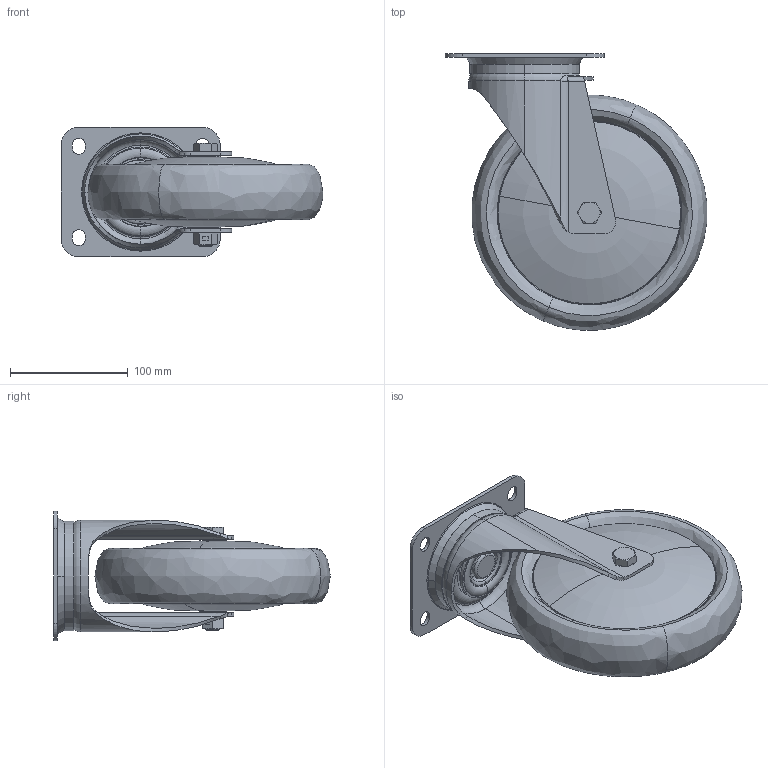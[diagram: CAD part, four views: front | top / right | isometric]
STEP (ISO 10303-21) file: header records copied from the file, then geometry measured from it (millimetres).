
FILE_DESCRIPTION (( 'STEP AP214' ), '1' );
FILE_NAME ('0055707.step', '2023-08-08T07:15:29', ( '' ), ( '' ), 'SwSTEP 2.0', 'SolidWorks 2020', '' );
FILE_SCHEMA (( 'AUTOMOTIVE_DESIGN' ));
Length unit declared in the file: millimetre
Products named in the file (1): 0055707
Bounding box: 222.21 x 234.96 x 110 mm (x, y, z)
Volume: 988115.8 mm3; surface area: 382828.2 mm2
Topology: 22 solids, 22 shells, 525 faces, 1153 edges, 671 vertices
Faces by surface type: torus 164, plane 103, cone 100, cylinder 98, bspline 36, sphere 24
Entity records: 23300 total; most frequent: CARTESIAN_POINT 5822, DIRECTION 2665, ORIENTED_EDGE 2210, AXIS2_PLACEMENT_3D 1187, EDGE_CURVE 1105, CIRCLE 697, VERTEX_POINT 647, EDGE_LOOP 584
